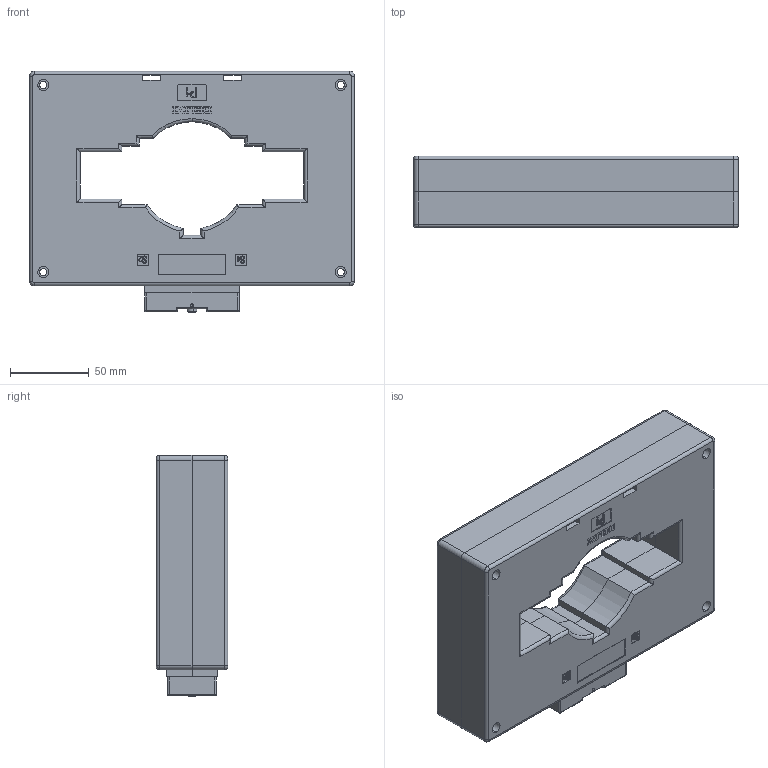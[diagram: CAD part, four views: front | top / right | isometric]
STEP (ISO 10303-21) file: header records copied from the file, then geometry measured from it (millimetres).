
FILE_DESCRIPTION (( 'STEP AP203' ), '1' );
FILE_NAME ('140壳装配.STEP', '2024-01-11T02:10:46', ( '微软用户' ), ( '微软中国' ), 'SwSTEP 2.0', 'SolidWorks 2019', '' );
FILE_SCHEMA (( 'CONFIG_CONTROL_DESIGN' ));
Length unit declared in the file: millimetre
Products named in the file (9): 諉盄啣; 140P2; 蹟隊; 裔; 諉盄蹟佪; 140褲蚾饜; M4蹟譫; 肣И璃5x10陔; 140P1
Assembly tree (11 placements, depth 2):
  140褲蚾饜
    140P1
    140P2
    裔
    肣И璃5x10陔  x2
    諉盄啣  x2
    諉盄蹟佪  x2
    M4蹟譫
    蹟隊
Bounding box: 206 x 45.4 x 153 mm (x, y, z)
Volume: 235437.7 mm3; surface area: 206162.8 mm2
Topology: 11 solids, 11 shells, 1573 faces, 4176 edges, 2715 vertices
Faces by surface type: plane 1032, cylinder 302, bspline 140, cone 57, torus 26, sphere 16
Entity records: 55500 total; most frequent: CARTESIAN_POINT 17910, ORIENTED_EDGE 7944, DIRECTION 6903, EDGE_CURVE 3972, LINE 3023, VECTOR 3023, VERTEX_POINT 2595, AXIS2_PLACEMENT_3D 1940
